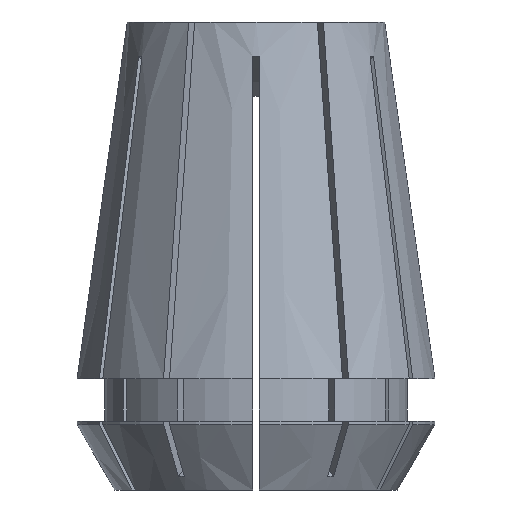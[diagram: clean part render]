
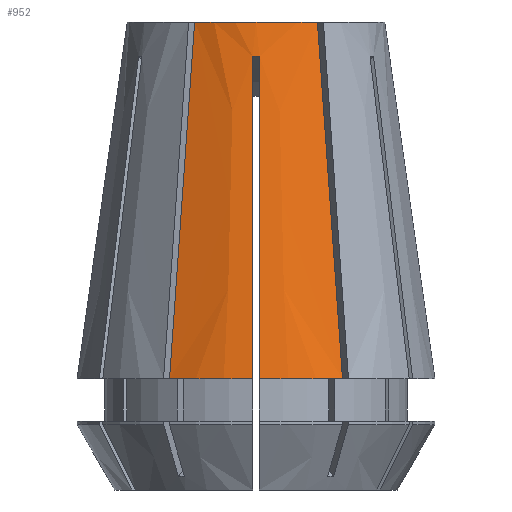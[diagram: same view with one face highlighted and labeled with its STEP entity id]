
A CAD part, front view. The second image highlights one B-rep face of the part: STEP entity #952.
In plain terms, the highlighted conical face has half-angle 8 degrees and reference radius 13 mm.
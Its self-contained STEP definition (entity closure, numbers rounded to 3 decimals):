
#15 = EDGE_CURVE ( 'NONE', #1600, #2889, #2587, .T. ) ;
#76 = CARTESIAN_POINT ( 'NONE',  ( 0., 0., -25.9 ) ) ;
#136 = AXIS2_PLACEMENT_3D ( 'NONE', #76, #3052, #3391 ) ;
#259 = CONICAL_SURFACE ( 'NONE', #136, 13., 0.14 ) ;
#315 = CIRCLE ( 'NONE', #3869, 13. ) ;
#513 = AXIS2_PLACEMENT_3D ( 'NONE', #1011, #2131, #1413 ) ;
#534 = DIRECTION ( 'NONE',  ( 1., 0., 0. ) ) ;
#544 = AXIS2_PLACEMENT_3D ( 'NONE', #2351, #1326, #534 ) ;
#590 = EDGE_CURVE ( 'NONE', #1854, #2717, #3673, .T. ) ;
#591 = ORIENTED_EDGE ( 'NONE', *, *, #4031, .F. ) ;
#615 = CARTESIAN_POINT ( 'NONE',  ( -5.225, -9.549, -10.849 ) ) ;
#717 = EDGE_CURVE ( 'NONE', #1600, #1966, #1377, .T. ) ;
#757 = B_SPLINE_CURVE_WITH_KNOTS ( 'NONE', 3,
 ( #3151, #3168, #1333, #2457, #2030, #3500, #1727 ),
 .UNSPECIFIED., .F., .F.,
 ( 4, 3, 4 ),
 ( 0., 0.016, 0.026 ),
 .UNSPECIFIED. ) ;
#761 = EDGE_CURVE ( 'NONE', #1480, #1854, #315, .T. ) ;
#776 = ORIENTED_EDGE ( 'NONE', *, *, #761, .T. ) ;
#792 = CARTESIAN_POINT ( 'NONE',  ( 6.282, -11.382, -25.9 ) ) ;
#915 = CARTESIAN_POINT ( 'NONE',  ( -0.083, -9.713, -2.499 ) ) ;
#930 = CARTESIAN_POINT ( 'NONE',  ( -6.057, -10.991, -22.691 ) ) ;
#952 = ADVANCED_FACE ( 'NONE', ( #4465 ), #259, .T. ) ;
#960 = VERTEX_POINT ( 'NONE', #3377 ) ;
#1011 = CARTESIAN_POINT ( 'NONE',  ( 0., 0., -25.9 ) ) ;
#1050 = DIRECTION ( 'NONE',  ( 0., 0., 1. ) ) ;
#1069 = ORIENTED_EDGE ( 'NONE', *, *, #2908, .T. ) ;
#1105 = EDGE_CURVE ( 'NONE', #960, #4677, #3404, .T. ) ;
#1124 = EDGE_CURVE ( 'NONE', #2717, #2889, #1738, .T. ) ;
#1275 = CARTESIAN_POINT ( 'NONE',  ( 0.25, -11.902, -18.101 ) ) ;
#1315 = CARTESIAN_POINT ( 'NONE',  ( 0.25, -12.998, -25.9 ) ) ;
#1316 = CARTESIAN_POINT ( 'NONE',  ( -0.25, -9.709, -2.502 ) ) ;
#1322 = CARTESIAN_POINT ( 'NONE',  ( 4.462, -8.228, 0. ) ) ;
#1326 = DIRECTION ( 'NONE',  ( 0., 0., 1. ) ) ;
#1332 = CARTESIAN_POINT ( 'NONE',  ( -0.25, -12.998, -25.9 ) ) ;
#1333 = CARTESIAN_POINT ( 'NONE',  ( 5.225, -9.549, -10.849 ) ) ;
#1339 = CARTESIAN_POINT ( 'NONE',  ( -5.606, -10.21, -16.273 ) ) ;
#1377 = CIRCLE ( 'NONE', #513, 13. ) ;
#1413 = DIRECTION ( 'NONE',  ( 1., 0., 0. ) ) ;
#1480 = VERTEX_POINT ( 'NONE', #2322 ) ;
#1486 = ORIENTED_EDGE ( 'NONE', *, *, #1124, .T. ) ;
#1600 = VERTEX_POINT ( 'NONE', #3417 ) ;
#1645 = ORIENTED_EDGE ( 'NONE', *, *, #1105, .F. ) ;
#1687 = CARTESIAN_POINT ( 'NONE',  ( 0.25, -9.709, -2.502 ) ) ;
#1727 = CARTESIAN_POINT ( 'NONE',  ( 6.282, -11.382, -25.9 ) ) ;
#1738 = B_SPLINE_CURVE_WITH_KNOTS ( 'NONE', 3,
 ( #2729, #915, #3968, #2813 ),
 .UNSPECIFIED., .F., .F.,
 ( 4, 4 ),
 ( 0., 0.001 ),
 .UNSPECIFIED. ) ;
#1817 = ORIENTED_EDGE ( 'NONE', *, *, #717, .T. ) ;
#1854 = VERTEX_POINT ( 'NONE', #4430 ) ;
#1894 = CARTESIAN_POINT ( 'NONE',  ( 0.25, -9.709, -2.502 ) ) ;
#1958 = ORIENTED_EDGE ( 'NONE', *, *, #15, .F. ) ;
#1966 = VERTEX_POINT ( 'NONE', #792 ) ;
#2030 = CARTESIAN_POINT ( 'NONE',  ( 5.831, -10.6, -19.482 ) ) ;
#2069 = B_SPLINE_CURVE_WITH_KNOTS ( 'NONE', 3,
 ( #4271, #3148, #615, #1339, #3905, #930, #3493 ),
 .UNSPECIFIED., .F., .F.,
 ( 4, 3, 4 ),
 ( 0., 0.016, 0.026 ),
 .UNSPECIFIED. ) ;
#2131 = DIRECTION ( 'NONE',  ( 0., 0., 1. ) ) ;
#2322 = CARTESIAN_POINT ( 'NONE',  ( -6.282, -11.382, -25.9 ) ) ;
#2351 = CARTESIAN_POINT ( 'NONE',  ( 0., 0., 0. ) ) ;
#2457 = CARTESIAN_POINT ( 'NONE',  ( 5.606, -10.21, -16.273 ) ) ;
#2484 = ORIENTED_EDGE ( 'NONE', *, *, #590, .T. ) ;
#2587 = B_SPLINE_CURVE_WITH_KNOTS ( 'NONE', 3,
 ( #1315, #1275, #3810, #1687 ),
 .UNSPECIFIED., .F., .F.,
 ( 4, 4 ),
 ( 0.018, 0.042 ),
 .UNSPECIFIED. ) ;
#2717 = VERTEX_POINT ( 'NONE', #3661 ) ;
#2729 = CARTESIAN_POINT ( 'NONE',  ( -0.25, -9.709, -2.502 ) ) ;
#2765 = CARTESIAN_POINT ( 'NONE',  ( -0.25, -11.902, -18.101 ) ) ;
#2813 = CARTESIAN_POINT ( 'NONE',  ( 0.25, -9.709, -2.502 ) ) ;
#2889 = VERTEX_POINT ( 'NONE', #1894 ) ;
#2908 = EDGE_CURVE ( 'NONE', #960, #1480, #2069, .T. ) ;
#3052 = DIRECTION ( 'NONE',  ( 0., 0., -1. ) ) ;
#3148 = CARTESIAN_POINT ( 'NONE',  ( -4.843, -8.889, -5.424 ) ) ;
#3151 = CARTESIAN_POINT ( 'NONE',  ( 4.462, -8.228, 0. ) ) ;
#3168 = CARTESIAN_POINT ( 'NONE',  ( 4.843, -8.889, -5.424 ) ) ;
#3208 = CARTESIAN_POINT ( 'NONE',  ( 0., 0., -25.9 ) ) ;
#3377 = CARTESIAN_POINT ( 'NONE',  ( -4.462, -8.228, 0. ) ) ;
#3391 = DIRECTION ( 'NONE',  ( -1., 0., 0. ) ) ;
#3404 = CIRCLE ( 'NONE', #544, 9.36 ) ;
#3417 = CARTESIAN_POINT ( 'NONE',  ( 0.25, -12.998, -25.9 ) ) ;
#3493 = CARTESIAN_POINT ( 'NONE',  ( -6.282, -11.382, -25.9 ) ) ;
#3500 = CARTESIAN_POINT ( 'NONE',  ( 6.057, -10.991, -22.691 ) ) ;
#3619 = DIRECTION ( 'NONE',  ( 1., 0., 0. ) ) ;
#3661 = CARTESIAN_POINT ( 'NONE',  ( -0.25, -9.709, -2.502 ) ) ;
#3673 = B_SPLINE_CURVE_WITH_KNOTS ( 'NONE', 3,
 ( #1332, #2765, #3890, #1316 ),
 .UNSPECIFIED., .F., .F.,
 ( 4, 4 ),
 ( 0.018, 0.042 ),
 .UNSPECIFIED. ) ;
#3810 = CARTESIAN_POINT ( 'NONE',  ( 0.25, -10.805, -10.301 ) ) ;
#3869 = AXIS2_PLACEMENT_3D ( 'NONE', #3208, #1050, #3619 ) ;
#3890 = CARTESIAN_POINT ( 'NONE',  ( -0.25, -10.805, -10.301 ) ) ;
#3905 = CARTESIAN_POINT ( 'NONE',  ( -5.831, -10.6, -19.482 ) ) ;
#3968 = CARTESIAN_POINT ( 'NONE',  ( 0.083, -9.713, -2.499 ) ) ;
#4031 = EDGE_CURVE ( 'NONE', #4677, #1966, #757, .T. ) ;
#4054 = EDGE_LOOP ( 'NONE', ( #591, #1645, #1069, #776, #2484, #1486, #1958, #1817 ) ) ;
#4271 = CARTESIAN_POINT ( 'NONE',  ( -4.462, -8.228, 0. ) ) ;
#4430 = CARTESIAN_POINT ( 'NONE',  ( -0.25, -12.998, -25.9 ) ) ;
#4465 = FACE_OUTER_BOUND ( 'NONE', #4054, .T. ) ;
#4677 = VERTEX_POINT ( 'NONE', #1322 ) ;
